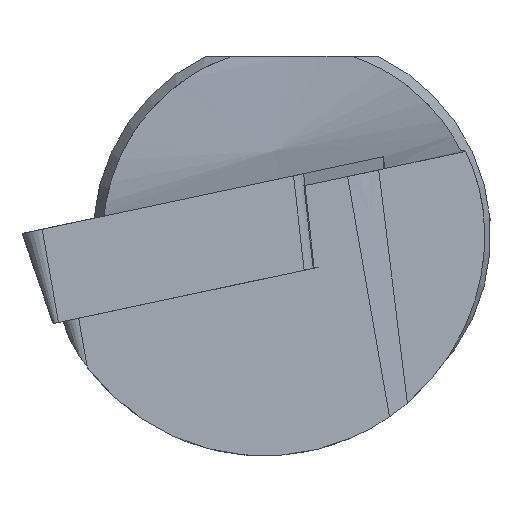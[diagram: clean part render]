
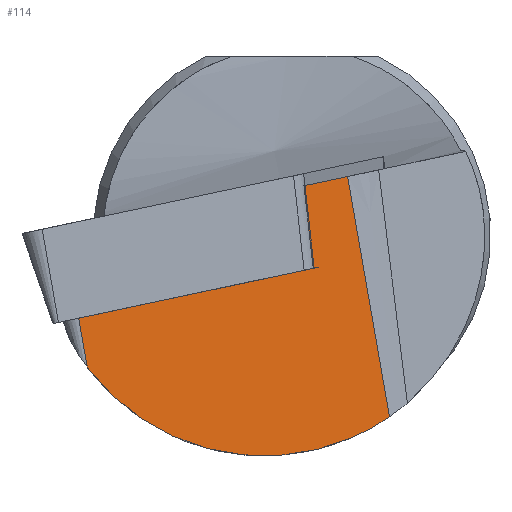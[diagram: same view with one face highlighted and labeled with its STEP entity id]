
A CAD part, left-side view. The second image highlights one B-rep face of the part: STEP entity #114.
In plain terms, the highlighted planar face has unit normal (-0.947, -0.317, -0.057).
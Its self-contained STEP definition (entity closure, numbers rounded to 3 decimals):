
#114=ADVANCED_FACE('',(#170),#151,.T.);
#151=PLANE('',#694);
#170=FACE_OUTER_BOUND('',#206,.T.);
#206=EDGE_LOOP('',(#257,#258,#259,#260,#261,#262));
#244=ELLIPSE('',#693,5.863,5.55);
#257=ORIENTED_EDGE('',*,*,#510,.F.);
#258=ORIENTED_EDGE('',*,*,#511,.F.);
#259=ORIENTED_EDGE('',*,*,#512,.F.);
#260=ORIENTED_EDGE('',*,*,#513,.T.);
#261=ORIENTED_EDGE('',*,*,#514,.T.);
#262=ORIENTED_EDGE('',*,*,#515,.F.);
#447=VERTEX_POINT('',#934);
#448=VERTEX_POINT('',#935);
#449=VERTEX_POINT('',#937);
#450=VERTEX_POINT('',#939);
#451=VERTEX_POINT('',#941);
#452=VERTEX_POINT('',#943);
#510=EDGE_CURVE('',#447,#448,#604,.T.);
#511=EDGE_CURVE('',#449,#447,#605,.T.);
#512=EDGE_CURVE('',#450,#449,#606,.T.);
#513=EDGE_CURVE('',#450,#451,#244,.T.);
#514=EDGE_CURVE('',#451,#452,#607,.T.);
#515=EDGE_CURVE('',#448,#452,#608,.T.);
#604=LINE('',#933,#649);
#605=LINE('',#936,#650);
#606=LINE('',#938,#651);
#607=LINE('',#942,#652);
#608=LINE('',#944,#653);
#649=VECTOR('',#762,1.);
#650=VECTOR('',#763,1.);
#651=VECTOR('',#764,1.);
#652=VECTOR('',#767,1.);
#653=VECTOR('',#768,1.);
#693=AXIS2_PLACEMENT_3D('',#940,#765,#766);
#694=AXIS2_PLACEMENT_3D('',#945,#769,#770);
#762=DIRECTION('',(-0.097,0.111,0.989));
#763=DIRECTION('',(0.301,-0.933,0.198));
#764=DIRECTION('',(-0.116,0.171,0.978));
#765=DIRECTION('',(-0.947,-0.317,-0.057));
#766=DIRECTION('',(0.322,-0.932,-0.168));
#767=DIRECTION('',(-0.116,0.171,0.978));
#768=DIRECTION('',(0.301,-0.933,0.198));
#769=DIRECTION('',(-0.947,-0.317,-0.057));
#770=DIRECTION('',(-0.318,0.948,0.));
#933=CARTESIAN_POINT('',(2.487,-0.313,1.139));
#934=CARTESIAN_POINT('',(2.68,-0.534,-0.832));
#935=CARTESIAN_POINT('',(2.477,-0.301,1.245));
#936=CARTESIAN_POINT('',(0.778,5.366,-2.086));
#937=CARTESIAN_POINT('',(0.778,5.366,-2.086));
#938=CARTESIAN_POINT('',(0.5,5.775,0.26));
#939=CARTESIAN_POINT('',(0.924,5.152,-3.314));
#940=CARTESIAN_POINT('',(2.216,0.7,0.));
#941=CARTESIAN_POINT('',(3.549,-2.452,-4.568));
#942=CARTESIAN_POINT('',(2.795,-1.347,1.774));
#943=CARTESIAN_POINT('',(2.831,-1.398,1.478));
#944=CARTESIAN_POINT('',(0.535,5.723,-0.035));
#945=CARTESIAN_POINT('',(0.5,5.775,0.26));
